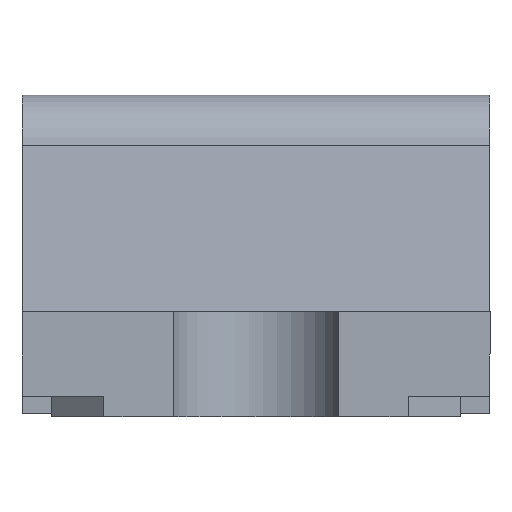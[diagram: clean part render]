
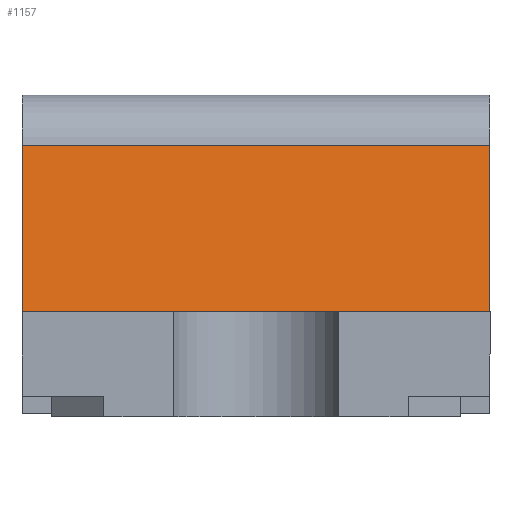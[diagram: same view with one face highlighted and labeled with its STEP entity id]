
A CAD part, front view. The second image highlights one B-rep face of the part: STEP entity #1157.
In plain terms, the highlighted planar face has unit normal (0, -0.991, 0.134).
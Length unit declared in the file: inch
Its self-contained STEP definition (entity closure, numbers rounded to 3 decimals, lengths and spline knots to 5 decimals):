
#20 = DIRECTION ( 'NONE',  ( 0., 0.134, 0.991 ) ) ;
#39 = DIRECTION ( 'NONE',  ( 0., 0.134, 0.991 ) ) ;
#62 = CARTESIAN_POINT ( 'NONE',  ( -0.01575, -0.02189, 0.00531 ) ) ;
#146 = ORIENTED_EDGE ( 'NONE', *, *, #310, .T. ) ;
#170 = CARTESIAN_POINT ( 'NONE',  ( 0.01575, -0.02165, 0.00709 ) ) ;
#310 = EDGE_CURVE ( 'NONE', #1520, #1707, #886, .T. ) ;
#362 = DIRECTION ( 'NONE',  ( 0., 0.991, -0.134 ) ) ;
#421 = LINE ( 'NONE', #62, #696 ) ;
#672 = VERTEX_POINT ( 'NONE', #1408 ) ;
#696 = VECTOR ( 'NONE', #39, 39.37008 ) ;
#775 = CARTESIAN_POINT ( 'NONE',  ( 0.01575, -0.02189, 0.00531 ) ) ;
#783 = LINE ( 'NONE', #775, #951 ) ;
#876 = VECTOR ( 'NONE', #1455, 39.37008 ) ;
#886 = LINE ( 'NONE', #1593, #2168 ) ;
#918 = CARTESIAN_POINT ( 'NONE',  ( 0.01575, -0.02015, 0.01824 ) ) ;
#920 = CARTESIAN_POINT ( 'NONE',  ( 0.01575, -0.02015, 0.01824 ) ) ;
#951 = VECTOR ( 'NONE', #2194, 39.37008 ) ;
#1157 = ADVANCED_FACE ( 'NONE', ( #1809 ), #1565, .F. ) ;
#1168 = AXIS2_PLACEMENT_3D ( 'NONE', #170, #362, #20 ) ;
#1224 = CARTESIAN_POINT ( 'NONE',  ( 0.01575, -0.02189, 0.00531 ) ) ;
#1311 = EDGE_CURVE ( 'NONE', #1413, #672, #421, .T. ) ;
#1347 = EDGE_CURVE ( 'NONE', #672, #1707, #1808, .T. ) ;
#1408 = CARTESIAN_POINT ( 'NONE',  ( -0.01575, -0.02015, 0.01824 ) ) ;
#1413 = VERTEX_POINT ( 'NONE', #2205 ) ;
#1455 = DIRECTION ( 'NONE',  ( 1., 0., 0. ) ) ;
#1520 = VERTEX_POINT ( 'NONE', #1224 ) ;
#1565 = PLANE ( 'NONE',  #1168 ) ;
#1593 = CARTESIAN_POINT ( 'NONE',  ( 0.01575, -0.02189, 0.00531 ) ) ;
#1707 = VERTEX_POINT ( 'NONE', #918 ) ;
#1808 = LINE ( 'NONE', #920, #876 ) ;
#1809 = FACE_OUTER_BOUND ( 'NONE', #1812, .T. ) ;
#1812 = EDGE_LOOP ( 'NONE', ( #1857, #146, #2012, #1834 ) ) ;
#1834 = ORIENTED_EDGE ( 'NONE', *, *, #1311, .F. ) ;
#1857 = ORIENTED_EDGE ( 'NONE', *, *, #1910, .T. ) ;
#1910 = EDGE_CURVE ( 'NONE', #1413, #1520, #783, .T. ) ;
#1985 = DIRECTION ( 'NONE',  ( 0., 0.134, 0.991 ) ) ;
#2012 = ORIENTED_EDGE ( 'NONE', *, *, #1347, .F. ) ;
#2168 = VECTOR ( 'NONE', #1985, 39.37008 ) ;
#2194 = DIRECTION ( 'NONE',  ( 1., 0., 0. ) ) ;
#2205 = CARTESIAN_POINT ( 'NONE',  ( -0.01575, -0.02189, 0.00531 ) ) ;
